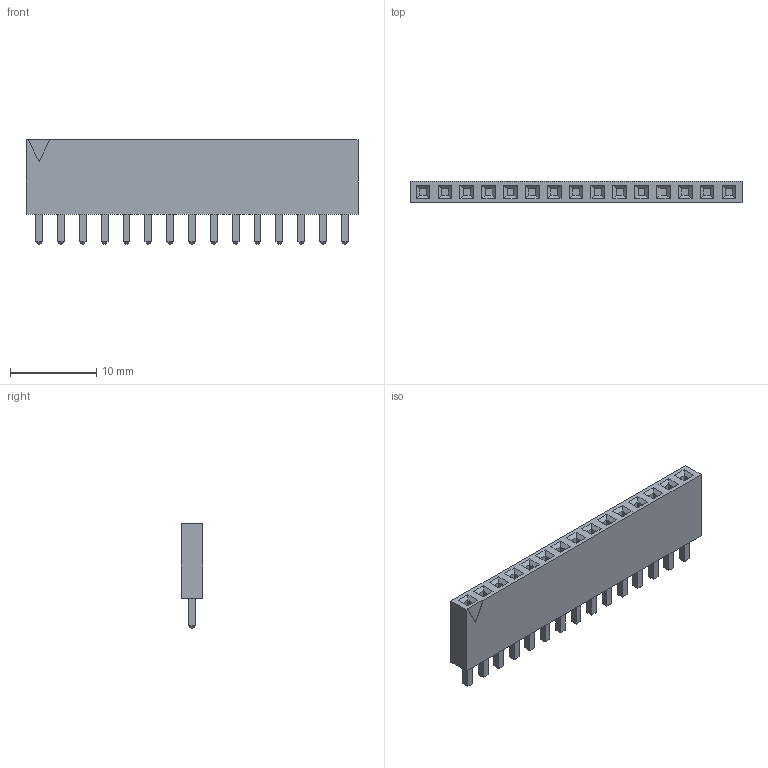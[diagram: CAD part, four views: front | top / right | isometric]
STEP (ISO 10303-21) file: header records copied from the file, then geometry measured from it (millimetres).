
FILE_DESCRIPTION(('FreeCAD Model'),'2;1');
FILE_NAME('1105357.1.1.stp','2020-09-30T14:17:25',( 'Author'),(''),'Open CASCADE STEP processor 6.9','FreeCAD','Unknown' );
FILE_SCHEMA(('AUTOMOTIVE_DESIGN { 1 0 10303 214 1 1 1 1 }'));
Length unit declared in the file: millimetre
Products named in the file (3): ASSEMBLY; Body; LeadsArray
Assembly tree (2 placements, depth 2):
  ASSEMBLY
    Body
    LeadsArray
Bounding box: 38.6 x 2.54 x 12.2 mm (x, y, z)
Volume: 829.4 mm3; surface area: 1498.1 mm2
Topology: 16 solids, 16 shells, 294 faces, 621 edges, 374 vertices
Faces by surface type: plane 294
Entity records: 15782 total; most frequent: CARTESIAN_POINT 2534, DIRECTION 2457, LINE 1863, VECTOR 1863, ORIENTED_EDGE 1242, PCURVE 1242, DEFINITIONAL_REPRESENTATION 1242, EDGE_CURVE 621
